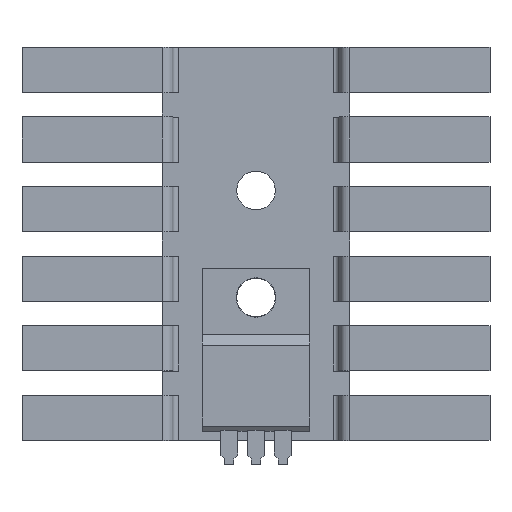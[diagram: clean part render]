
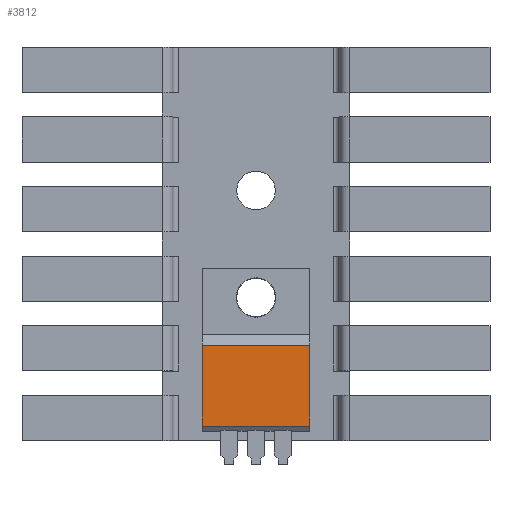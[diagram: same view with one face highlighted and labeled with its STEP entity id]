
A CAD part, top view. The second image highlights one B-rep face of the part: STEP entity #3812.
In plain terms, the highlighted planar face has unit normal (0, 0, 1).
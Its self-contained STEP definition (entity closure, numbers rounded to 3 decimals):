
#227=PLANE('',#4116);
#421=FACE_OUTER_BOUND('',#621,.T.);
#621=EDGE_LOOP('',(#3432,#3433,#3434,#3435));
#1023=LINE('',#6087,#1479);
#1035=LINE('',#6111,#1491);
#1036=LINE('',#6112,#1492);
#1037=LINE('',#6113,#1493);
#1479=VECTOR('',#5014,1.);
#1491=VECTOR('',#5034,1.);
#1492=VECTOR('',#5035,1.);
#1493=VECTOR('',#5036,1.);
#1944=VERTEX_POINT('',#6085);
#1945=VERTEX_POINT('',#6086);
#1952=VERTEX_POINT('',#6109);
#1953=VERTEX_POINT('',#6110);
#2447=EDGE_CURVE('',#1944,#1945,#1023,.T.);
#2459=EDGE_CURVE('',#1952,#1953,#1035,.T.);
#2460=EDGE_CURVE('',#1953,#1945,#1036,.T.);
#2461=EDGE_CURVE('',#1952,#1944,#1037,.T.);
#3432=ORIENTED_EDGE('',*,*,#2459,.T.);
#3433=ORIENTED_EDGE('',*,*,#2460,.T.);
#3434=ORIENTED_EDGE('',*,*,#2447,.F.);
#3435=ORIENTED_EDGE('',*,*,#2461,.F.);
#3812=ADVANCED_FACE('',(#421),#227,.T.);
#4116=AXIS2_PLACEMENT_3D('',#6108,#5032,#5033);
#5014=DIRECTION('',(1.,0.,0.));
#5032=DIRECTION('center_axis',(0.,0.,1.));
#5033=DIRECTION('ref_axis',(0.,1.,0.));
#5034=DIRECTION('',(1.,0.,0.));
#5035=DIRECTION('',(0.,1.,0.));
#5036=DIRECTION('',(0.,1.,0.));
#6085=CARTESIAN_POINT('',(-2.585,12.175,4.445));
#6086=CARTESIAN_POINT('',(7.665,12.175,4.445));
#6087=CARTESIAN_POINT('',(-2.585,12.175,4.445));
#6108=CARTESIAN_POINT('Origin',(-2.585,4.485,4.445));
#6109=CARTESIAN_POINT('',(-2.585,4.485,4.445));
#6110=CARTESIAN_POINT('',(7.665,4.485,4.445));
#6111=CARTESIAN_POINT('',(-2.585,4.485,4.445));
#6112=CARTESIAN_POINT('',(7.665,4.485,4.445));
#6113=CARTESIAN_POINT('',(-2.585,4.485,4.445));
